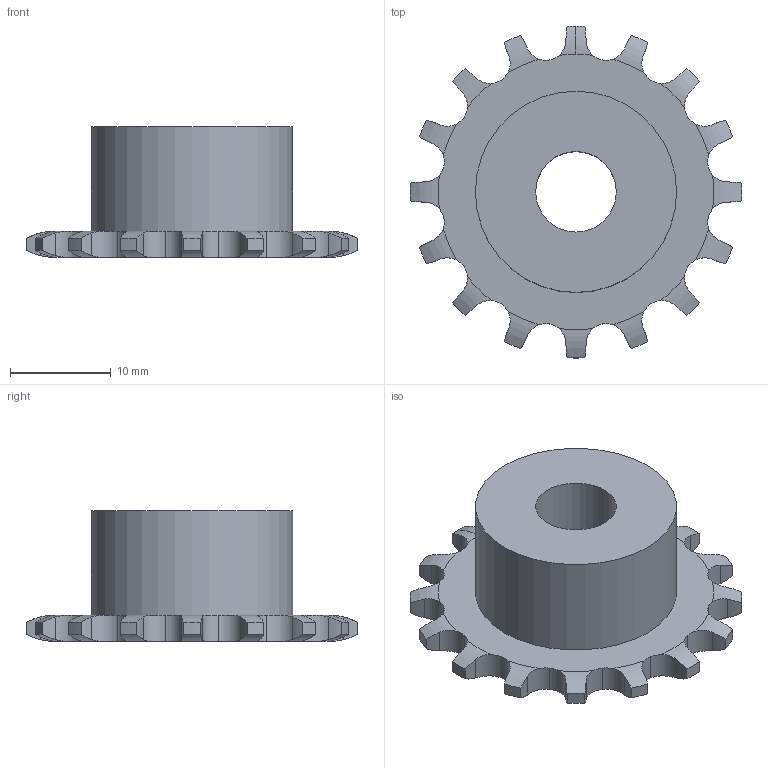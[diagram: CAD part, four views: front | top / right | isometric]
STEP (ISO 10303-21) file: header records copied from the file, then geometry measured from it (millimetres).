
FILE_DESCRIPTION(('FreeCAD Model'),'2;1');
FILE_NAME('Open CASCADE Shape Model','2021-02-25T15:51:23',( 'Simone Bignetti'),(''),'Open CASCADE STEP processor 7.4','FreeCAD', 'Unknown');
FILE_SCHEMA(('AUTOMOTIVE_DESIGN { 1 0 10303 214 1 1 1 1 }'));
Length unit declared in the file: millimetre
Products named in the file (1): Hole
Bounding box: 32.99 x 33 x 13 mm (x, y, z)
Volume: 4341 mm3; surface area: 2583.3 mm2
Topology: 1 solids, 1 shells, 151 faces, 444 edges, 296 vertices
Faces by surface type: cylinder 82, plane 35, revolution 34
Full cylindrical faces by diameter (mm): 8 x1, 20 x1
Entity records: 15335 total; most frequent: CARTESIAN_POINT 7144, DIRECTION 1341, ORIENTED_EDGE 888, PCURVE 888, DEFINITIONAL_REPRESENTATION 888, LINE 676, VECTOR 676, EDGE_CURVE 444
